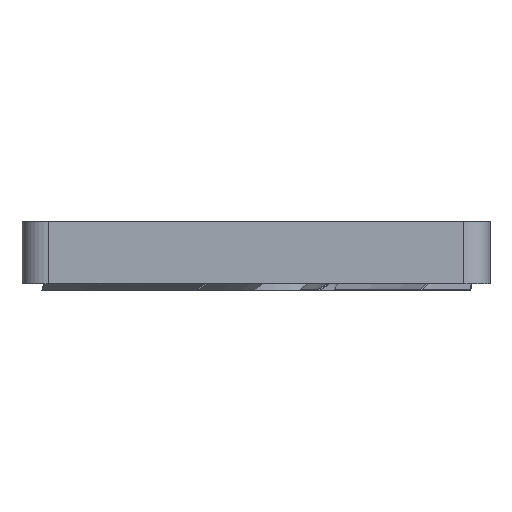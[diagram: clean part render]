
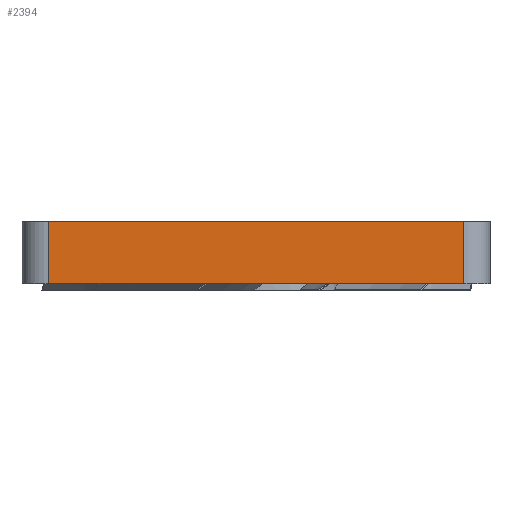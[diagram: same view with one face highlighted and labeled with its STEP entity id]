
A CAD part, left-side view. The second image highlights one B-rep face of the part: STEP entity #2394.
In plain terms, the highlighted planar face has unit normal (-1, 0, 0).
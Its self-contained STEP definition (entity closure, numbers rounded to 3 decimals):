
#353=LINE('',#6536,#470);
#354=LINE('',#6538,#471);
#355=LINE('',#6540,#472);
#356=LINE('',#6541,#473);
#470=VECTOR('',#2989,10.);
#471=VECTOR('',#2990,10.);
#472=VECTOR('',#2991,10.);
#473=VECTOR('',#2992,10.);
#667=FACE_OUTER_BOUND('',#814,.T.);
#814=EDGE_LOOP('',(#2141,#2142,#2143,#2144));
#1176=VERTEX_POINT('',#6534);
#1177=VERTEX_POINT('',#6535);
#1178=VERTEX_POINT('',#6537);
#1179=VERTEX_POINT('',#6539);
#1516=EDGE_CURVE('',#1176,#1177,#353,.T.);
#1517=EDGE_CURVE('',#1176,#1178,#354,.T.);
#1518=EDGE_CURVE('',#1178,#1179,#355,.T.);
#1519=EDGE_CURVE('',#1177,#1179,#356,.T.);
#2141=ORIENTED_EDGE('',*,*,#1516,.F.);
#2142=ORIENTED_EDGE('',*,*,#1517,.T.);
#2143=ORIENTED_EDGE('',*,*,#1518,.T.);
#2144=ORIENTED_EDGE('',*,*,#1519,.F.);
#2276=PLANE('',#2578);
#2394=ADVANCED_FACE('',(#667),#2276,.T.);
#2578=AXIS2_PLACEMENT_3D('',#6533,#2987,#2988);
#2987=DIRECTION('center_axis',(-1.,0.,0.));
#2988=DIRECTION('ref_axis',(0.,1.,0.));
#2989=DIRECTION('',(0.,0.,-1.));
#2990=DIRECTION('',(0.,1.,0.));
#2991=DIRECTION('',(0.,0.,-1.));
#2992=DIRECTION('',(0.,1.,0.));
#6533=CARTESIAN_POINT('Origin',(85.,-170.5,0.));
#6534=CARTESIAN_POINT('',(85.,-170.5,0.));
#6535=CARTESIAN_POINT('',(85.,-170.5,-10.6));
#6536=CARTESIAN_POINT('',(85.,-170.5,0.));
#6537=CARTESIAN_POINT('',(85.,-99.5,0.));
#6538=CARTESIAN_POINT('',(85.,-170.5,0.));
#6539=CARTESIAN_POINT('',(85.,-99.5,-10.6));
#6540=CARTESIAN_POINT('',(85.,-99.5,0.));
#6541=CARTESIAN_POINT('',(85.,-170.5,-10.6));
